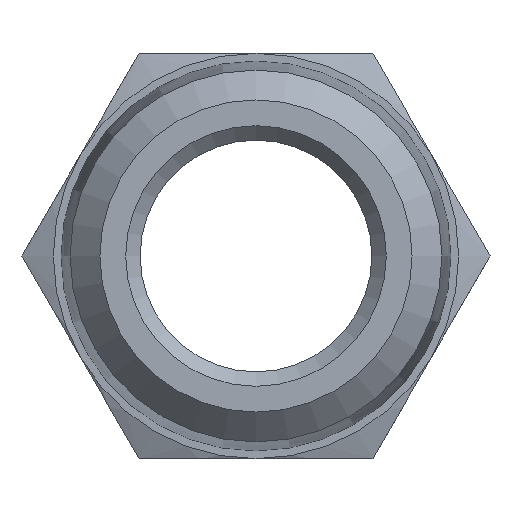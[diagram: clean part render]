
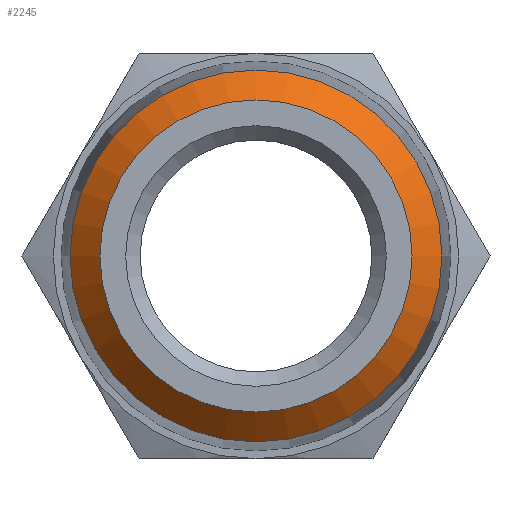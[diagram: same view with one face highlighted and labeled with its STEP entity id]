
A CAD part, left-side view. The second image highlights one B-rep face of the part: STEP entity #2245.
In plain terms, the highlighted conical face has half-angle 45.896 degrees and reference radius 5.906 mm.
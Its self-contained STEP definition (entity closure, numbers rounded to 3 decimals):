
#2191=CARTESIAN_POINT('',(-46.0,5.391,0.));
#2192=VERTEX_POINT('',#2191);
#2193=CARTESIAN_POINT('',(-46.0,0.,0.0));
#2194=DIRECTION('',(1.0,0.0,0.0));
#2195=DIRECTION('',(0.0,-1.0,0.0));
#2196=AXIS2_PLACEMENT_3D('',#2193,#2194,#2195);
#2197=CIRCLE('',#2196,5.391);
#2198=EDGE_CURVE('',#2192,#2192,#2197,.T.);
#2226=CARTESIAN_POINT('',(-45.5,0.,0.));
#2227=DIRECTION('',(1.0,0.,0.));
#2228=DIRECTION('',(0.0,-1.0,0.0));
#2229=AXIS2_PLACEMENT_3D('',#2226,#2227,#2228);
#2230=CONICAL_SURFACE('',#2229,5.906,45.896);
#2231=ORIENTED_EDGE('',*,*,#2198,.T.);
#2232=EDGE_LOOP('',(#2231));
#2233=FACE_OUTER_BOUND('',#2232,.T.);
#2234=CARTESIAN_POINT('',(-45.,6.422,0.));
#2235=VERTEX_POINT('',#2234);
#2236=CARTESIAN_POINT('',(-45.,0.0,0.));
#2237=DIRECTION('',(-1.0,0.0,0.0));
#2238=DIRECTION('',(0.0,-1.0,0.0));
#2239=AXIS2_PLACEMENT_3D('',#2236,#2237,#2238);
#2240=CIRCLE('',#2239,6.422);
#2241=EDGE_CURVE('',#2235,#2235,#2240,.T.);
#2242=ORIENTED_EDGE('',*,*,#2241,.T.);
#2243=EDGE_LOOP('',(#2242));
#2244=FACE_BOUND('',#2243,.T.);
#2245=ADVANCED_FACE('',(#2233,#2244),#2230,.T.);
